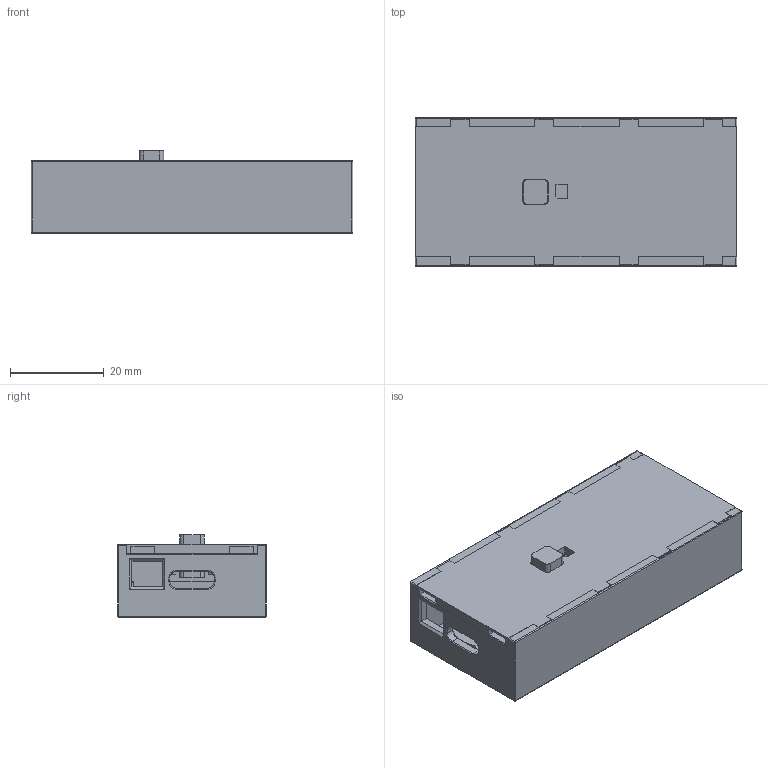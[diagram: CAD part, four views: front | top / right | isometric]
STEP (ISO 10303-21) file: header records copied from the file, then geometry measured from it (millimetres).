
FILE_DESCRIPTION (( 'STEP AP203' ), '1' );
FILE_NAME ('V4.STEP', '2025-03-31T14:28:10', ( '' ), ( '' ), 'SwSTEP 2.0', 'SolidWorks 2021', '' );
FILE_SCHEMA (( 'CONFIG_CONTROL_DESIGN' ));
Length unit declared in the file: millimetre
Products named in the file (3): V4; Cover; base
Assembly tree (2 placements, depth 2):
  V4
    base
    Cover
Bounding box: 68.5 x 31.7 x 17.5 mm (x, y, z)
Volume: 11795.6 mm3; surface area: 14658.5 mm2
Topology: 3 solids, 3 shells, 404 faces, 1101 edges, 674 vertices
Faces by surface type: plane 192, cylinder 166, sphere 32, torus 8, bspline 6
Entity records: 12898 total; most frequent: CARTESIAN_POINT 2230, DIRECTION 2211, ORIENTED_EDGE 2138, EDGE_CURVE 1069, AXIS2_PLACEMENT_3D 751, VECTOR 709, LINE 709, VERTEX_POINT 674
